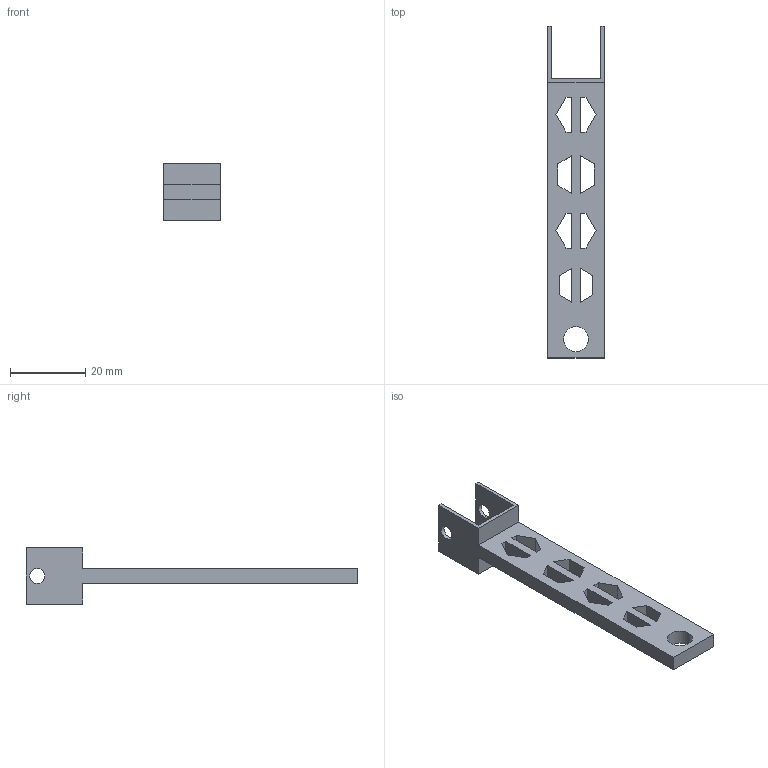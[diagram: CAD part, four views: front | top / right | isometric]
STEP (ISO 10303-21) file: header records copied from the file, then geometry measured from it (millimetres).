
FILE_DESCRIPTION (( 'STEP AP214' ), '1' );
FILE_NAME ('蟀裝-腴.S', '2023-11-01T02:32:31', ( '' ), ( '' ), 'SwSTEP 2.0', 'SolidWorks 2022', '' );
FILE_SCHEMA (( 'AUTOMOTIVE_DESIGN' ));
Length unit declared in the file: millimetre
Products named in the file (1): 连杆-低
Bounding box: 15 x 88 x 14.93 mm (x, y, z)
Volume: 4017 mm3; surface area: 4476.2 mm2
Topology: 1 solids, 1 shells, 56 faces, 162 edges, 108 vertices
Faces by surface type: plane 50, cylinder 6
Entity records: 1896 total; most frequent: CARTESIAN_POINT 327, ORIENTED_EDGE 324, DIRECTION 288, EDGE_CURVE 162, LINE 150, VECTOR 150, VERTEX_POINT 108, EDGE_LOOP 78
